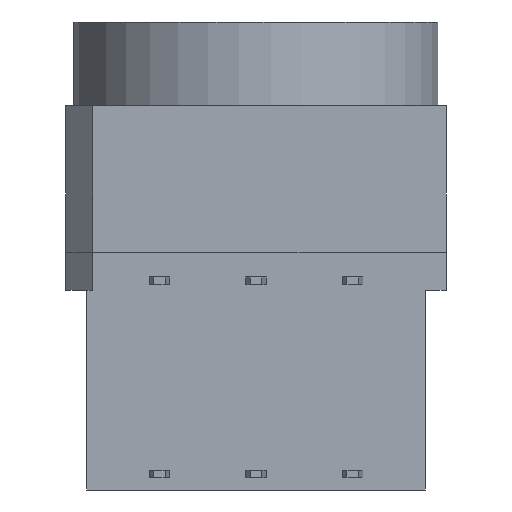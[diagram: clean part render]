
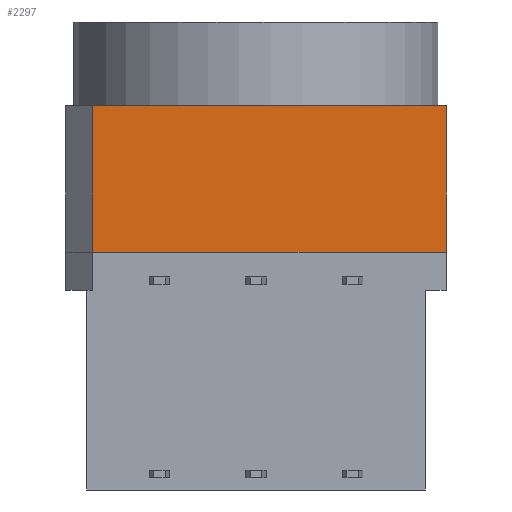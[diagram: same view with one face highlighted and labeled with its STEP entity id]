
A CAD part, left-side view. The second image highlights one B-rep face of the part: STEP entity #2297.
In plain terms, the highlighted planar face has unit normal (-1, 0, 0).
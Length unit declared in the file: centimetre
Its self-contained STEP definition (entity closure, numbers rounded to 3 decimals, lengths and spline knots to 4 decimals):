
#127=LINE('',#3038,#396);
#146=LINE('',#3102,#415);
#147=LINE('',#3103,#416);
#148=LINE('',#3104,#417);
#396=VECTOR('',#2557,1.);
#415=VECTOR('',#2596,1.);
#416=VECTOR('',#2597,1.);
#417=VECTOR('',#2598,1.);
#676=FACE_OUTER_BOUND('',#809,.T.);
#809=EDGE_LOOP('',(#1549,#1550,#1551,#1552));
#953=VERTEX_POINT('',#3035);
#954=VERTEX_POINT('',#3037);
#972=VERTEX_POINT('',#3100);
#973=VERTEX_POINT('',#3101);
#1177=EDGE_CURVE('',#953,#954,#127,.T.);
#1202=EDGE_CURVE('',#972,#973,#146,.T.);
#1203=EDGE_CURVE('',#973,#954,#147,.T.);
#1204=EDGE_CURVE('',#953,#972,#148,.T.);
#1549=ORIENTED_EDGE('',*,*,#1202,.T.);
#1550=ORIENTED_EDGE('',*,*,#1203,.T.);
#1551=ORIENTED_EDGE('',*,*,#1177,.F.);
#1552=ORIENTED_EDGE('',*,*,#1204,.T.);
#2196=PLANE('',#2450);
#2297=ADVANCED_FACE('',(#676),#2196,.T.);
#2450=AXIS2_PLACEMENT_3D('',#3099,#2594,#2595);
#2557=DIRECTION('',(0.,0.,-1.));
#2594=DIRECTION('center_axis',(-1.,0.,0.));
#2595=DIRECTION('ref_axis',(0.,0.,
1.));
#2596=DIRECTION('',(0.,0.,-1.));
#2597=DIRECTION('',(0.,-1.,0.));
#2598=DIRECTION('',(0.,1.,0.));
#3035=CARTESIAN_POINT('',(-0.5,-0.5,0.1925));
#3037=CARTESIAN_POINT('',(-0.5,-0.5,-0.1925));
#3038=CARTESIAN_POINT('',(-0.5,-0.5,0.));
#3099=CARTESIAN_POINT('Origin',(-0.5,-0.5,0.));
#3100=CARTESIAN_POINT('',(-0.5,0.4293,0.1925));
#3101=CARTESIAN_POINT('',(-0.5,0.4293,-0.1925));
#3102=CARTESIAN_POINT('',(-0.5,0.4293,0.0963));
#3103=CARTESIAN_POINT('',(-0.5,0.5,-0.1925));
#3104=CARTESIAN_POINT('',(-0.5,0.5,0.1925));
